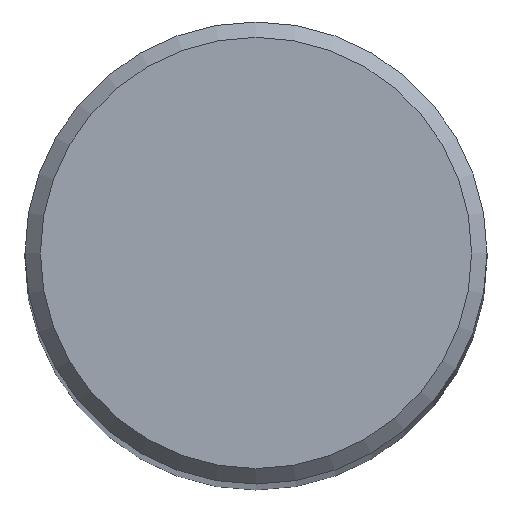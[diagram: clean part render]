
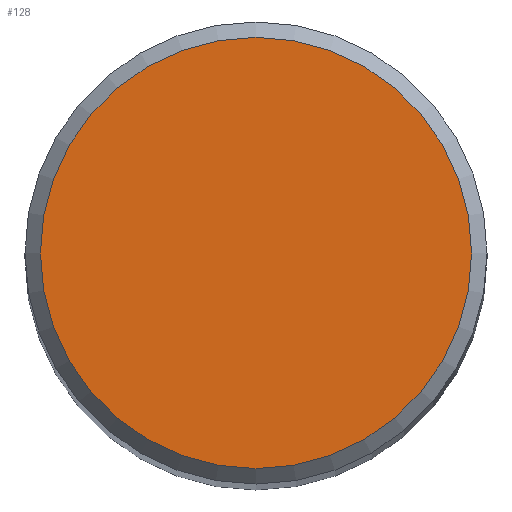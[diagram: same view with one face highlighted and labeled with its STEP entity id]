
A CAD part, top view. The second image highlights one B-rep face of the part: STEP entity #128.
In plain terms, the highlighted planar face has unit normal (0, 0, 1).
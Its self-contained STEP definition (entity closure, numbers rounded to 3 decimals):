
#20 = ORIENTED_EDGE ( 'NONE', *, *, #196, .F. ) ;
#27 = DIRECTION ( 'NONE',  ( 0., 0., -1. ) ) ;
#55 = CIRCLE ( 'NONE', #132, 1.4 ) ;
#66 = EDGE_LOOP ( 'NONE', ( #20 ) ) ;
#75 = DIRECTION ( 'NONE',  ( 0., 1., 0. ) ) ;
#76 = CARTESIAN_POINT ( 'NONE',  ( 0., 0., 30. ) ) ;
#79 = DIRECTION ( 'NONE',  ( 0., 0., -1. ) ) ;
#80 = FACE_OUTER_BOUND ( 'NONE', #66, .T. ) ;
#87 = VERTEX_POINT ( 'NONE', #200 ) ;
#96 = AXIS2_PLACEMENT_3D ( 'NONE', #165, #27, #75 ) ;
#110 = DIRECTION ( 'NONE',  ( 0., 1., 0. ) ) ;
#128 = ADVANCED_FACE ( 'NONE', ( #80 ), #193, .F. ) ;
#132 = AXIS2_PLACEMENT_3D ( 'NONE', #76, #79, #110 ) ;
#165 = CARTESIAN_POINT ( 'NONE',  ( 0., 0., 30. ) ) ;
#193 = PLANE ( 'NONE',  #96 ) ;
#196 = EDGE_CURVE ( 'NONE', #87, #87, #55, .T. ) ;
#200 = CARTESIAN_POINT ( 'NONE',  ( 0., 1.4, 30. ) ) ;
